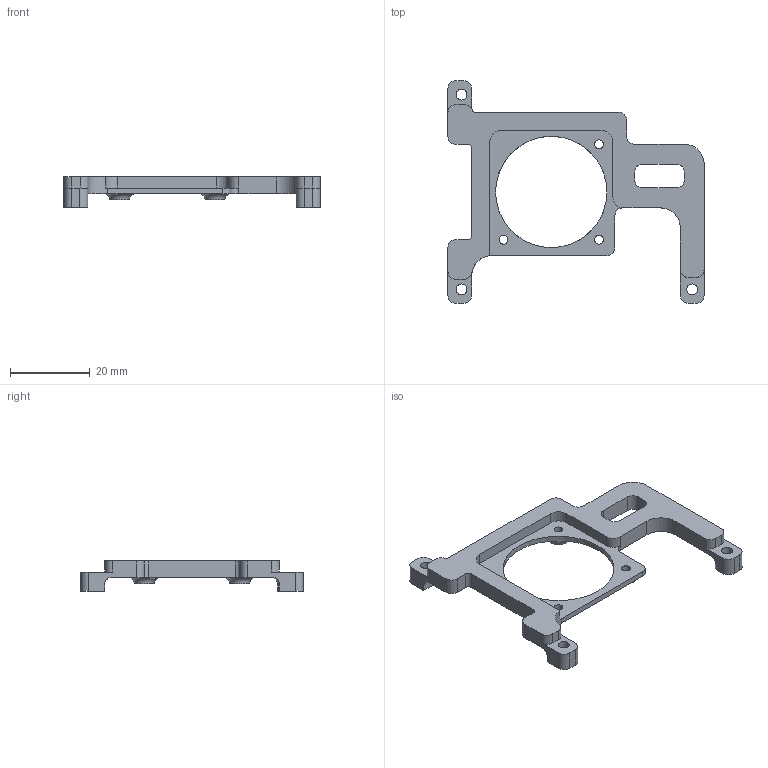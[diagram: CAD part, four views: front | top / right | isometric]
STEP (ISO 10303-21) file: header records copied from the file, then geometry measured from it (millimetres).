
FILE_DESCRIPTION(/* description */ (''),/* implementation_level */ '2;1');
FILE_NAME(/* name */ 'rpi_vent_v2_collector_v2.stp',/* time_stamp */ '2020-03-09T14:00:12+01:00',/* author */ ('Arek'),/* organization */ (''),/* preprocessor_version */ 'ST-DEVELOPER v17',/* originating_system */ 'Autodesk Inventor 2019',/* authorisation */ '');
FILE_SCHEMA (('AUTOMOTIVE_DESIGN { 1 0 10303 214 3 1 1 }'));
Length unit declared in the file: millimetre
Products named in the file (1): rpi_vent_v2_collector_v2
Bounding box: 64.43 x 56 x 7.6 mm (x, y, z)
Volume: 4596.6 mm3; surface area: 4488.6 mm2
Topology: 1 solids, 1 shells, 93 faces, 279 edges, 187 vertices
Faces by surface type: plane 44, cylinder 43, torus 6
Full cylindrical faces by diameter (mm): 2.2 x3, 2.75 x3, 28 x1
Entity records: 3340 total; most frequent: CARTESIAN_POINT 656, DIRECTION 573, ORIENTED_EDGE 558, EDGE_CURVE 279, AXIS2_PLACEMENT_3D 210, VERTEX_POINT 187, LINE 153, VECTOR 153
